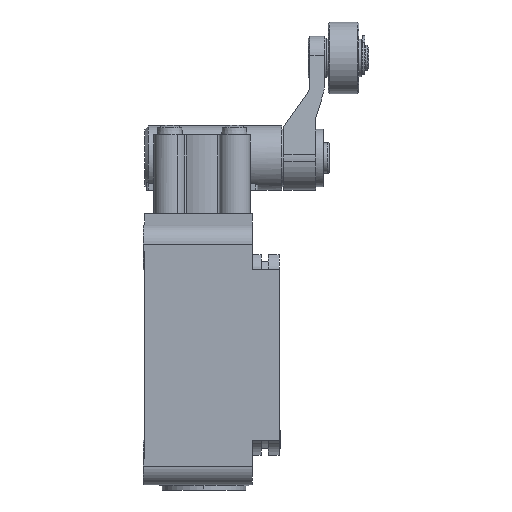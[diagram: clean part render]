
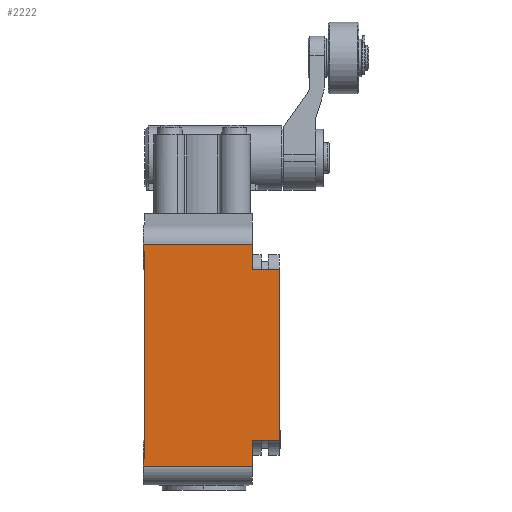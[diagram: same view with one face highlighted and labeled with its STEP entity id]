
A CAD part, left-side view. The second image highlights one B-rep face of the part: STEP entity #2222.
In plain terms, the highlighted planar face has unit normal (-1, 0, 0).
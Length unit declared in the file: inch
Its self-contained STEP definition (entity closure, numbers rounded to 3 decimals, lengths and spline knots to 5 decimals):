
#131 = LINE ( 'NONE', #5196, #9958 ) ;
#141 = VERTEX_POINT ( 'NONE', #3265 ) ;
#287 = CARTESIAN_POINT ( 'NONE',  ( -1.3878, -1.20079, 2.40157 ) ) ;
#539 = LINE ( 'NONE', #5442, #8309 ) ;
#663 = PLANE ( 'NONE',  #7403 ) ;
#710 = CARTESIAN_POINT ( 'NONE',  ( -1.3878, -0.01969, 1.2405 ) ) ;
#721 = VECTOR ( 'NONE', #13057, 39.37008 ) ;
#1183 = ORIENTED_EDGE ( 'NONE', *, *, #15308, .T. ) ;
#1228 = DIRECTION ( 'NONE',  ( 0., 0., -1. ) ) ;
#1327 = EDGE_CURVE ( 'NONE', #9987, #3120, #131, .T. ) ;
#1421 = EDGE_CURVE ( 'NONE', #9431, #7320, #12735, .T. ) ;
#1715 = CARTESIAN_POINT ( 'NONE',  ( -1.3878, -0.64961, -0.03937 ) ) ;
#1945 = ORIENTED_EDGE ( 'NONE', *, *, #4759, .T. ) ;
#1947 = VERTEX_POINT ( 'NONE', #5974 ) ;
#1952 = LINE ( 'NONE', #11666, #8209 ) ;
#2222 = ADVANCED_FACE ( 'NONE', ( #12946 ), #663, .T. ) ;
#2577 = CARTESIAN_POINT ( 'NONE',  ( -1.3878, -1.20079, -0.03937 ) ) ;
#2687 = CARTESIAN_POINT ( 'NONE',  ( -1.3878, -0.64961, 0.24517 ) ) ;
#3117 = DIRECTION ( 'NONE',  ( 0., 0., -1. ) ) ;
#3120 = VERTEX_POINT ( 'NONE', #13917 ) ;
#3265 = CARTESIAN_POINT ( 'NONE',  ( -1.3878, 0., 2.40157 ) ) ;
#3360 = ORIENTED_EDGE ( 'NONE', *, *, #15764, .T. ) ;
#4289 = VERTEX_POINT ( 'NONE', #4683 ) ;
#4467 = CARTESIAN_POINT ( 'NONE',  ( -1.3878, -0.01969, 0.03937 ) ) ;
#4683 = CARTESIAN_POINT ( 'NONE',  ( -1.3878, -0.01969, 2.32283 ) ) ;
#4745 = VECTOR ( 'NONE', #9466, 39.37008 ) ;
#4759 = EDGE_CURVE ( 'NONE', #4289, #7320, #14117, .T. ) ;
#4943 = CARTESIAN_POINT ( 'NONE',  ( -1.3878, 0., -0.03937 ) ) ;
#5196 = CARTESIAN_POINT ( 'NONE',  ( -1.3878, -1.20079, 2.40157 ) ) ;
#5442 = CARTESIAN_POINT ( 'NONE',  ( -1.3878, -1.49606, 2.40157 ) ) ;
#5478 = VERTEX_POINT ( 'NONE', #4943 ) ;
#5522 = DIRECTION ( 'NONE',  ( 0., 0., 1. ) ) ;
#5568 = DIRECTION ( 'NONE',  ( 0., -1., 0. ) ) ;
#5721 = DIRECTION ( 'NONE',  ( 0., 0., 1. ) ) ;
#5974 = CARTESIAN_POINT ( 'NONE',  ( -1.3878, -1.20079, 0.24517 ) ) ;
#6011 = EDGE_CURVE ( 'NONE', #8694, #4289, #1952, .T. ) ;
#6364 = VECTOR ( 'NONE', #7685, 39.37008 ) ;
#6456 = DIRECTION ( 'NONE',  ( 0., -1., 0. ) ) ;
#6533 = LINE ( 'NONE', #1715, #11143 ) ;
#6684 = CARTESIAN_POINT ( 'NONE',  ( -1.3878, 0., 2.40157 ) ) ;
#6755 = VECTOR ( 'NONE', #15235, 39.37008 ) ;
#6761 = DIRECTION ( 'NONE',  ( 0., 0., -1. ) ) ;
#7263 = ORIENTED_EDGE ( 'NONE', *, *, #8411, .T. ) ;
#7320 = VERTEX_POINT ( 'NONE', #8820 ) ;
#7334 = LINE ( 'NONE', #12232, #9585 ) ;
#7403 = AXIS2_PLACEMENT_3D ( 'NONE', #13989, #11661, #5721 ) ;
#7656 = VECTOR ( 'NONE', #3117, 39.37008 ) ;
#7685 = DIRECTION ( 'NONE',  ( 0., 0., 1. ) ) ;
#7720 = LINE ( 'NONE', #8916, #6755 ) ;
#7969 = EDGE_CURVE ( 'NONE', #14140, #14436, #539, .T. ) ;
#7990 = VECTOR ( 'NONE', #6761, 39.37008 ) ;
#8024 = LINE ( 'NONE', #11720, #4745 ) ;
#8104 = EDGE_LOOP ( 'NONE', ( #14946, #8479, #14792, #3360, #14567, #9838, #14733, #1183, #7263, #10504, #1945, #14498 ) ) ;
#8209 = VECTOR ( 'NONE', #5568, 39.37008 ) ;
#8241 = CARTESIAN_POINT ( 'NONE',  ( -1.3878, 0., 0.03937 ) ) ;
#8309 = VECTOR ( 'NONE', #5522, 39.37008 ) ;
#8411 = EDGE_CURVE ( 'NONE', #141, #8694, #7334, .T. ) ;
#8479 = ORIENTED_EDGE ( 'NONE', *, *, #14897, .F. ) ;
#8694 = VERTEX_POINT ( 'NONE', #13264 ) ;
#8820 = CARTESIAN_POINT ( 'NONE',  ( -1.3878, -0.01969, 0.03937 ) ) ;
#8850 = VECTOR ( 'NONE', #6456, 39.37008 ) ;
#8863 = DIRECTION ( 'NONE',  ( 0., 1., 0. ) ) ;
#8916 = CARTESIAN_POINT ( 'NONE',  ( -1.3878, -0.64961, 2.11704 ) ) ;
#8989 = VERTEX_POINT ( 'NONE', #2577 ) ;
#9028 = EDGE_CURVE ( 'NONE', #14436, #9987, #7720, .T. ) ;
#9057 = CARTESIAN_POINT ( 'NONE',  ( -1.3878, -1.49606, 0.24517 ) ) ;
#9431 = VERTEX_POINT ( 'NONE', #8241 ) ;
#9466 = DIRECTION ( 'NONE',  ( 0., 1., 0. ) ) ;
#9585 = VECTOR ( 'NONE', #1228, 39.37008 ) ;
#9648 = EDGE_CURVE ( 'NONE', #9431, #5478, #10379, .T. ) ;
#9838 = ORIENTED_EDGE ( 'NONE', *, *, #9028, .T. ) ;
#9958 = VECTOR ( 'NONE', #12337, 39.37008 ) ;
#9987 = VERTEX_POINT ( 'NONE', #11332 ) ;
#10244 = LINE ( 'NONE', #287, #6364 ) ;
#10379 = LINE ( 'NONE', #6684, #7990 ) ;
#10504 = ORIENTED_EDGE ( 'NONE', *, *, #6011, .T. ) ;
#11050 = CARTESIAN_POINT ( 'NONE',  ( -1.3878, -1.49606, 2.11704 ) ) ;
#11143 = VECTOR ( 'NONE', #8863, 39.37008 ) ;
#11332 = CARTESIAN_POINT ( 'NONE',  ( -1.3878, -1.20079, 2.11704 ) ) ;
#11661 = DIRECTION ( 'NONE',  ( -1., 0., 0. ) ) ;
#11666 = CARTESIAN_POINT ( 'NONE',  ( -1.3878, -0.64961, 2.32283 ) ) ;
#11720 = CARTESIAN_POINT ( 'NONE',  ( -1.3878, -0.64961, 2.40157 ) ) ;
#12232 = CARTESIAN_POINT ( 'NONE',  ( -1.3878, 0., 2.40157 ) ) ;
#12337 = DIRECTION ( 'NONE',  ( 0., 0., 1. ) ) ;
#12643 = EDGE_CURVE ( 'NONE', #8989, #1947, #10244, .T. ) ;
#12735 = LINE ( 'NONE', #4467, #721 ) ;
#12946 = FACE_OUTER_BOUND ( 'NONE', #8104, .T. ) ;
#13057 = DIRECTION ( 'NONE',  ( 0., -1., 0. ) ) ;
#13264 = CARTESIAN_POINT ( 'NONE',  ( -1.3878, 0., 2.32283 ) ) ;
#13917 = CARTESIAN_POINT ( 'NONE',  ( -1.3878, -1.20079, 2.40157 ) ) ;
#13989 = CARTESIAN_POINT ( 'NONE',  ( -1.3878, -0.64961, 2.40157 ) ) ;
#14117 = LINE ( 'NONE', #710, #7656 ) ;
#14140 = VERTEX_POINT ( 'NONE', #9057 ) ;
#14436 = VERTEX_POINT ( 'NONE', #11050 ) ;
#14498 = ORIENTED_EDGE ( 'NONE', *, *, #1421, .F. ) ;
#14567 = ORIENTED_EDGE ( 'NONE', *, *, #7969, .T. ) ;
#14733 = ORIENTED_EDGE ( 'NONE', *, *, #1327, .T. ) ;
#14792 = ORIENTED_EDGE ( 'NONE', *, *, #12643, .T. ) ;
#14868 = LINE ( 'NONE', #2687, #8850 ) ;
#14897 = EDGE_CURVE ( 'NONE', #8989, #5478, #6533, .T. ) ;
#14946 = ORIENTED_EDGE ( 'NONE', *, *, #9648, .T. ) ;
#15235 = DIRECTION ( 'NONE',  ( 0., 1., 0. ) ) ;
#15308 = EDGE_CURVE ( 'NONE', #3120, #141, #8024, .T. ) ;
#15764 = EDGE_CURVE ( 'NONE', #1947, #14140, #14868, .T. ) ;
